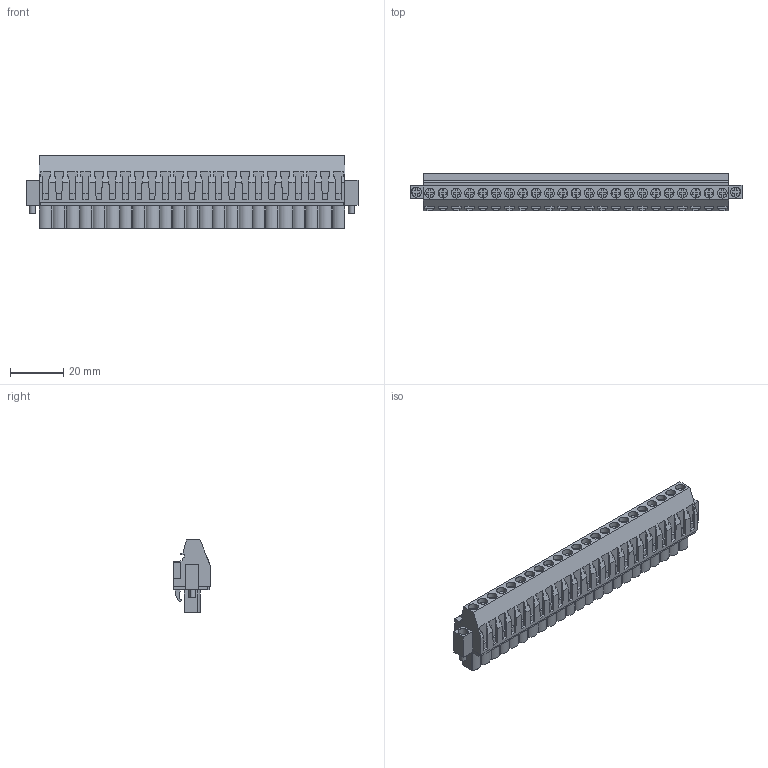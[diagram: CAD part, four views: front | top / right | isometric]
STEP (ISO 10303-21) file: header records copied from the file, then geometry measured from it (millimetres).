
FILE_DESCRIPTION(('CATIA V5 STEP Exchange','CAx-IF Rec.Pracs.--- Model Styling and Organization---1.2---2011-12-15'),'2;1');
FILE_NAME ('D1460473_0_1959220000_1959220000.stp','2017-09-20T14:53:10+00:00',('none'),('Weidmueller'),'CATIA Version 5-6 Release 2014','CATIA V5 STEP AP214','none');
FILE_SCHEMA(('AUTOMOTIVE_DESIGN { 1 0 10303 214 1 1 1 1 }'));
Length unit declared in the file: millimetre
Products named in the file (1): 1959220000
Bounding box: 124.8 x 14.05 x 27.2 mm (x, y, z)
Volume: 26588.4 mm3; surface area: 15616.3 mm2
Topology: 26 solids, 26 shells, 1498 faces, 4138 edges, 2791 vertices
Faces by surface type: plane 1263, cylinder 225, extrusion 10
Entity records: 43658 total; most frequent: ORIENTED_EDGE 8276, CARTESIAN_POINT 7951, DIRECTION 5768, EDGE_CURVE 4138, VECTOR 3566, LINE 3556, VERTEX_POINT 2791, EDGE_LOOP 1602
